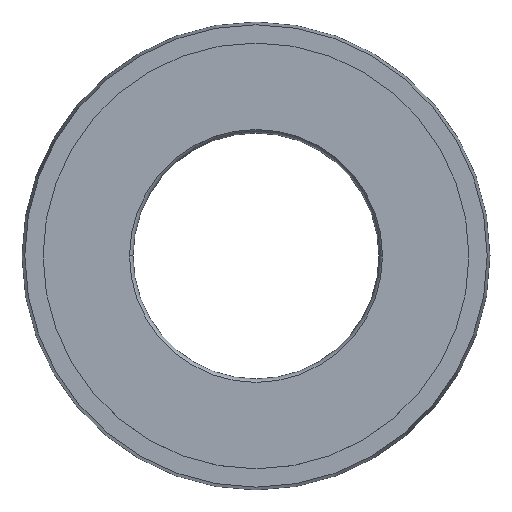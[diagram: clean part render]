
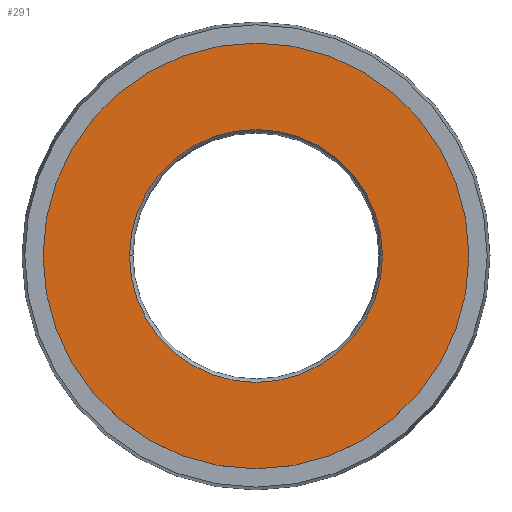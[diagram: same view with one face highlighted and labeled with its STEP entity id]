
A CAD part, top view. The second image highlights one B-rep face of the part: STEP entity #291.
In plain terms, the highlighted planar face has unit normal (0, 0, 1).
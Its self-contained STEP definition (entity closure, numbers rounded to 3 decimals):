
#18 = CARTESIAN_POINT ( 'NONE',  ( 0., 0., 0. ) ) ;
#24 = AXIS2_PLACEMENT_3D ( 'NONE', #173, #124, #575 ) ;
#27 = DIRECTION ( 'NONE',  ( 0., 0., 1. ) ) ;
#61 = AXIS2_PLACEMENT_3D ( 'NONE', #268, #365, #421 ) ;
#66 = VERTEX_POINT ( 'NONE', #512 ) ;
#86 = VERTEX_POINT ( 'NONE', #454 ) ;
#101 = EDGE_CURVE ( 'NONE', #364, #86, #569, .T. ) ;
#104 = ORIENTED_EDGE ( 'NONE', *, *, #164, .T. ) ;
#124 = DIRECTION ( 'NONE',  ( 0., 0., 1. ) ) ;
#135 = VERTEX_POINT ( 'NONE', #567 ) ;
#146 = EDGE_CURVE ( 'NONE', #66, #135, #475, .T. ) ;
#164 = EDGE_CURVE ( 'NONE', #86, #364, #439, .T. ) ;
#173 = CARTESIAN_POINT ( 'NONE',  ( 0., 0., 0. ) ) ;
#181 = ORIENTED_EDGE ( 'NONE', *, *, #437, .F. ) ;
#242 = CIRCLE ( 'NONE', #544, 9. ) ;
#267 = CARTESIAN_POINT ( 'NONE',  ( 0., 0., 0. ) ) ;
#268 = CARTESIAN_POINT ( 'NONE',  ( 0., 0., 0. ) ) ;
#291 = ADVANCED_FACE ( 'NONE', ( #363, #496 ), #453, .F. ) ;
#319 = DIRECTION ( 'NONE',  ( 1., 0., 0. ) ) ;
#358 = DIRECTION ( 'NONE',  ( 1., 0., 0. ) ) ;
#363 = FACE_BOUND ( 'NONE', #561, .T. ) ;
#364 = VERTEX_POINT ( 'NONE', #463 ) ;
#365 = DIRECTION ( 'NONE',  ( 0., 0., 1. ) ) ;
#378 = EDGE_LOOP ( 'NONE', ( #104, #584 ) ) ;
#381 = AXIS2_PLACEMENT_3D ( 'NONE', #400, #563, #358 ) ;
#400 = CARTESIAN_POINT ( 'NONE',  ( 0., 0., 0. ) ) ;
#421 = DIRECTION ( 'NONE',  ( 1., 0., 0. ) ) ;
#437 = EDGE_CURVE ( 'NONE', #135, #66, #242, .T. ) ;
#439 = CIRCLE ( 'NONE', #24, 15.15 ) ;
#453 = PLANE ( 'NONE',  #588 ) ;
#454 = CARTESIAN_POINT ( 'NONE',  ( 15.15, 0., 0. ) ) ;
#463 = CARTESIAN_POINT ( 'NONE',  ( -15.15, 0., 0. ) ) ;
#475 = CIRCLE ( 'NONE', #61, 9. ) ;
#496 = FACE_OUTER_BOUND ( 'NONE', #378, .T. ) ;
#505 = DIRECTION ( 'NONE',  ( -1., 0., 0. ) ) ;
#512 = CARTESIAN_POINT ( 'NONE',  ( 9., 0., 0. ) ) ;
#544 = AXIS2_PLACEMENT_3D ( 'NONE', #267, #27, #319 ) ;
#559 = DIRECTION ( 'NONE',  ( 0., 0., -1. ) ) ;
#561 = EDGE_LOOP ( 'NONE', ( #638, #181 ) ) ;
#563 = DIRECTION ( 'NONE',  ( 0., 0., 1. ) ) ;
#567 = CARTESIAN_POINT ( 'NONE',  ( -9., 0., 0. ) ) ;
#569 = CIRCLE ( 'NONE', #381, 15.15 ) ;
#575 = DIRECTION ( 'NONE',  ( 1., 0., 0. ) ) ;
#584 = ORIENTED_EDGE ( 'NONE', *, *, #101, .T. ) ;
#588 = AXIS2_PLACEMENT_3D ( 'NONE', #18, #559, #505 ) ;
#638 = ORIENTED_EDGE ( 'NONE', *, *, #146, .F. ) ;
